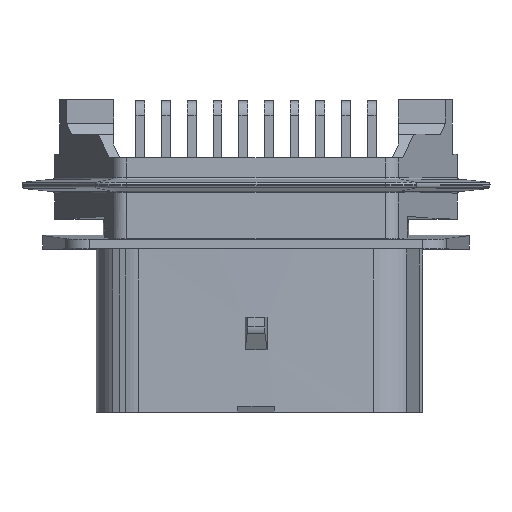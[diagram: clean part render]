
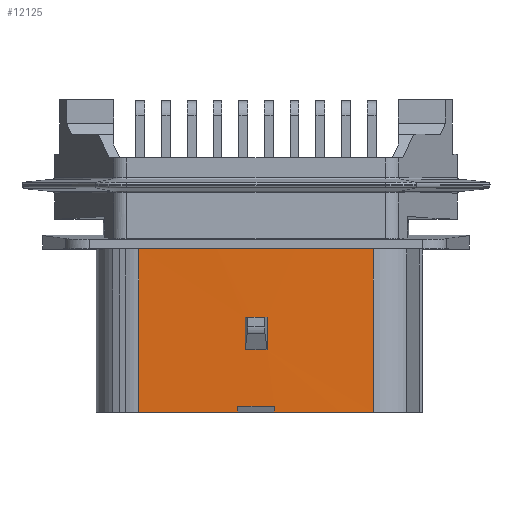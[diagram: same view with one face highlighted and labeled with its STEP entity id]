
A CAD part, top view. The second image highlights one B-rep face of the part: STEP entity #12125.
In plain terms, the highlighted cylindrical face has radius 642.873 mm (diameter 1285.75 mm), a partial arc.
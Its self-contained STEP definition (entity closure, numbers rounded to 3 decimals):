
#1897=CARTESIAN_POINT('',(0.011,-26.41,
-616.627));
#1898=DIRECTION('',(0.,1.,0.));
#1899=DIRECTION('',(-0.025,0.,1.));
#1900=AXIS2_PLACEMENT_3D('',#1897,#1898,#1899);
#2013=CARTESIAN_POINT('',(0.011,-48.62,
-616.627));
#2014=DIRECTION('',(0.,-1.,0.));
#2015=DIRECTION('',(-0.004,0.,1.));
#2016=AXIS2_PLACEMENT_3D('',#2013,#2014,#2015);
#2030=CARTESIAN_POINT('',(0.011,-48.62,
-616.627));
#2031=DIRECTION('',(0.,-1.,0.));
#2032=DIRECTION('',(0.025,0.,1.));
#2033=AXIS2_PLACEMENT_3D('',#2030,#2031,#2032);
#2154=DIRECTION('',(0.,1.,0.));
#2155=VECTOR('',#2154,22.21);
#2156=CARTESIAN_POINT('',(-15.949,-48.62,
26.047));
#2157=LINE('',#2156,#2155);
#2158=CARTESIAN_POINT('',(-2.489,-47.829,
26.241));
#2159=CARTESIAN_POINT('',(-0.822,-47.816,
26.247));
#2160=CARTESIAN_POINT('',(0.845,-47.816,
26.247));
#2161=CARTESIAN_POINT('',(2.511,-47.829,26.241));
#2163=DIRECTION('',(0.,1.,0.));
#2164=VECTOR('',#2163,0.791);
#2165=CARTESIAN_POINT('',(-2.489,-48.62,
26.241));
#2166=LINE('',#2165,#2164);
#2167=DIRECTION('',(0.,1.,0.));
#2168=VECTOR('',#2167,22.21);
#2169=CARTESIAN_POINT('',(15.971,-48.62,26.047));
#2170=LINE('',#2169,#2168);
#2171=DIRECTION('',(0.,-1.,0.));
#2172=VECTOR('',#2171,0.791);
#2173=CARTESIAN_POINT('',(2.511,-47.829,26.241));
#2174=LINE('',#2173,#2172);
#2175=CARTESIAN_POINT('',(1.51,-35.721,26.244));
#2176=CARTESIAN_POINT('',(1.509,-37.2,26.244));
#2177=CARTESIAN_POINT('',(1.509,-38.679,26.244));
#2178=CARTESIAN_POINT('',(1.508,-40.159,26.244));
#2180=CARTESIAN_POINT('',(0.011,-35.721,
-616.627));
#2181=DIRECTION('',(0.,1.,0.));
#2182=DIRECTION('',(-0.002,0.,1.));
#2183=AXIS2_PLACEMENT_3D('',#2180,#2181,#2182);
#2185=CARTESIAN_POINT('',(-1.485,-40.159,
26.244));
#2186=CARTESIAN_POINT('',(-1.487,-38.679,
26.244));
#2187=CARTESIAN_POINT('',(-1.486,-37.2,
26.244));
#2188=CARTESIAN_POINT('',(-1.487,-35.721,
26.244));
#2202=CARTESIAN_POINT('',(-1.485,-40.159,
26.244));
#2203=CARTESIAN_POINT('',(-1.319,-40.158,
26.244));
#2204=CARTESIAN_POINT('',(-0.986,-40.158,
26.245));
#2205=CARTESIAN_POINT('',(-0.488,-40.157,
26.245));
#2206=CARTESIAN_POINT('',(-0.155,-40.157,
26.245));
#2207=CARTESIAN_POINT('',(0.011,-40.157,
26.245));
#2217=CARTESIAN_POINT('',(0.011,-40.157,
26.245));
#2218=CARTESIAN_POINT('',(0.179,-40.157,
26.245));
#2219=CARTESIAN_POINT('',(0.514,-40.157,
26.245));
#2220=CARTESIAN_POINT('',(1.012,-40.159,26.245));
#2221=CARTESIAN_POINT('',(1.343,-40.158,26.244));
#2222=CARTESIAN_POINT('',(1.508,-40.159,26.244));
#7297=CARTESIAN_POINT('',(-15.949,-26.41,
26.047));
#7298=VERTEX_POINT('',#7297);
#7299=CARTESIAN_POINT('',(15.971,-26.41,26.047));
#7300=VERTEX_POINT('',#7299);
#7309=VERTEX_POINT('',#2175);
#7310=VERTEX_POINT('',#2178);
#7311=VERTEX_POINT('',#2217);
#7312=VERTEX_POINT('',#2202);
#7313=VERTEX_POINT('',#2188);
#7314=VERTEX_POINT('',#2158);
#7315=VERTEX_POINT('',#2161);
#7316=CARTESIAN_POINT('',(2.511,-48.62,26.241));
#7317=VERTEX_POINT('',#7316);
#7318=CARTESIAN_POINT('',(15.971,-48.62,26.047));
#7319=VERTEX_POINT('',#7318);
#7320=CARTESIAN_POINT('',(-15.949,-48.62,
26.047));
#7321=VERTEX_POINT('',#7320);
#7322=CARTESIAN_POINT('',(-2.489,-48.62,
26.241));
#7323=VERTEX_POINT('',#7322);
#12094=CARTESIAN_POINT('',(0.011,-26.07,
-616.627));
#12095=DIRECTION('',(0.,-1.,0.));
#12096=DIRECTION('',(1.,0.,0.));
#12097=AXIS2_PLACEMENT_3D('',#12094,#12095,#12096);
#12098=CYLINDRICAL_SURFACE('',#12097,642.873);
#12100=ORIENTED_EDGE('',*,*,#12099,.F.);
#12102=ORIENTED_EDGE('',*,*,#12101,.F.);
#12103=ORIENTED_EDGE('',*,*,#11983,.T.);
#12104=ORIENTED_EDGE('',*,*,#12088,.T.);
#12105=ORIENTED_EDGE('',*,*,#11869,.T.);
#12107=ORIENTED_EDGE('',*,*,#12106,.F.);
#12108=ORIENTED_EDGE('',*,*,#11991,.T.);
#12110=ORIENTED_EDGE('',*,*,#12109,.F.);
#12111=EDGE_LOOP('',(#12100,#12102,#12103,#12104,#12105,#12107,#12108,#12110));
#12112=FACE_OUTER_BOUND('',#12111,.F.);
#12114=ORIENTED_EDGE('',*,*,#12113,.F.);
#12116=ORIENTED_EDGE('',*,*,#12115,.F.);
#12118=ORIENTED_EDGE('',*,*,#12117,.F.);
#12120=ORIENTED_EDGE('',*,*,#12119,.T.);
#12122=ORIENTED_EDGE('',*,*,#12121,.T.);
#12123=EDGE_LOOP('',(#12114,#12116,#12118,#12120,#12122));
#12124=FACE_BOUND('',#12123,.F.);
#12125=ADVANCED_FACE('',(#12112,#12124),#12098,.T.);
#1901=CIRCLE('',#1900,642.873);
#2017=CIRCLE('',#2016,642.873);
#2034=CIRCLE('',#2033,642.873);
#2162=B_SPLINE_CURVE_WITH_KNOTS('',3,(#2158,#2159,#2160,#2161),.UNSPECIFIED.,
.F.,.F.,(4,4),(0.,1.),.UNSPECIFIED.);
#2179=B_SPLINE_CURVE_WITH_KNOTS('',3,(#2175,#2176,#2177,#2178),.UNSPECIFIED.,
.F.,.F.,(4,4),(0.,1.),.UNSPECIFIED.);
#2184=CIRCLE('',#2183,642.873);
#2189=B_SPLINE_CURVE_WITH_KNOTS('',3,(#2185,#2186,#2187,#2188),.UNSPECIFIED.,
.F.,.F.,(4,4),(0.,1.),.UNSPECIFIED.);
#2208=B_SPLINE_CURVE_WITH_KNOTS('',3,(#2202,#2203,#2204,#2205,#2206,#2207),
.UNSPECIFIED.,.F.,.F.,(4,1,1,4),(0.,0.333,0.667,1.),
.UNSPECIFIED.);
#2223=B_SPLINE_CURVE_WITH_KNOTS('',3,(#2217,#2218,#2219,#2220,#2221,#2222),
.UNSPECIFIED.,.F.,.F.,(4,1,1,4),(0.,0.333,0.667,1.),
.UNSPECIFIED.);
#11869=EDGE_CURVE('',#7298,#7300,#1901,.T.);
#11983=EDGE_CURVE('',#7323,#7321,#2017,.T.);
#11991=EDGE_CURVE('',#7319,#7317,#2034,.T.);
#12088=EDGE_CURVE('',#7321,#7298,#2157,.T.);
#12099=EDGE_CURVE('',#7314,#7315,#2162,.T.);
#12101=EDGE_CURVE('',#7323,#7314,#2166,.T.);
#12106=EDGE_CURVE('',#7319,#7300,#2170,.T.);
#12109=EDGE_CURVE('',#7315,#7317,#2174,.T.);
#12113=EDGE_CURVE('',#7309,#7310,#2179,.T.);
#12115=EDGE_CURVE('',#7313,#7309,#2184,.T.);
#12117=EDGE_CURVE('',#7312,#7313,#2189,.T.);
#12119=EDGE_CURVE('',#7312,#7311,#2208,.T.);
#12121=EDGE_CURVE('',#7311,#7310,#2223,.T.);
